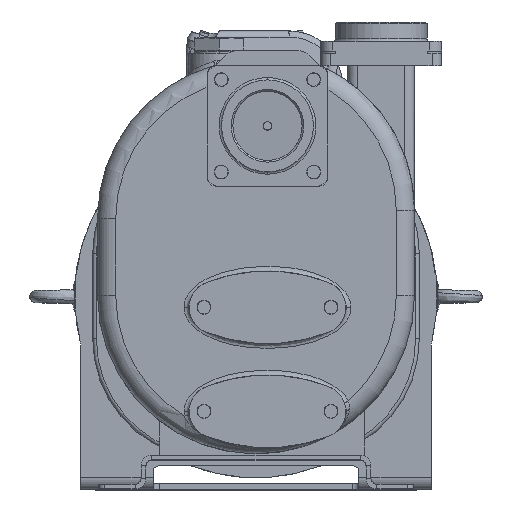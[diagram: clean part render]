
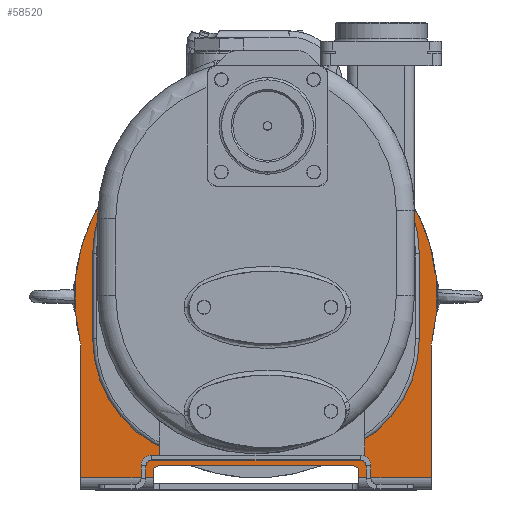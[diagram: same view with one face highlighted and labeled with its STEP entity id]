
A CAD part, top view. The second image highlights one B-rep face of the part: STEP entity #58520.
In plain terms, the highlighted planar face has unit normal (0, 0, 1).
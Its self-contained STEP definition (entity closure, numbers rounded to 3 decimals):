
#4889=CARTESIAN_POINT('',(35.,96.,-423.5));
#4890=DIRECTION('',(0.,0.,1.));
#4891=DIRECTION('',(0.,-1.,0.));
#4892=AXIS2_PLACEMENT_3D('',#4889,#4890,#4891);
#4903=CARTESIAN_POINT('',(0.,131.,-423.5));
#4904=DIRECTION('',(0.,0.,-1.));
#4905=DIRECTION('',(-0.971,-0.241,0.));
#4906=AXIS2_PLACEMENT_3D('',#4903,#4904,#4905);
#4908=DIRECTION('',(0.,-1.,0.));
#4909=VECTOR('',#4908,109.073);
#4910=CARTESIAN_POINT('',(145.,90.073,-423.5));
#4911=LINE('',#4910,#4909);
#4912=DIRECTION('',(0.,1.,0.));
#4913=VECTOR('',#4912,5.);
#4914=CARTESIAN_POINT('',(85.,-19.,-423.5));
#4915=LINE('',#4914,#4913);
#4916=DIRECTION('',(-1.,0.,0.));
#4917=VECTOR('',#4916,160.);
#4918=CARTESIAN_POINT('',(80.,-9.,-423.5));
#4919=LINE('',#4918,#4917);
#4920=DIRECTION('',(0.,1.,0.));
#4921=VECTOR('',#4920,5.);
#4922=CARTESIAN_POINT('',(-85.,-19.,-423.5));
#4923=LINE('',#4922,#4921);
#4924=DIRECTION('',(0.,1.,0.));
#4925=VECTOR('',#4924,109.073);
#4926=CARTESIAN_POINT('',(-145.,-19.,-423.5));
#4927=LINE('',#4926,#4925);
#5321=CARTESIAN_POINT('',(-165.,90.073,-423.5));
#5322=DIRECTION('',(0.,0.,-1.));
#5323=DIRECTION('',(0.971,0.241,0.));
#5324=AXIS2_PLACEMENT_3D('',#5321,#5322,#5323);
#5352=DIRECTION('',(1.,0.,0.));
#5353=VECTOR('',#5352,60.);
#5354=CARTESIAN_POINT('',(-145.,-19.,-423.5));
#5355=LINE('',#5354,#5353);
#5563=DIRECTION('',(1.,0.,0.));
#5564=VECTOR('',#5563,60.);
#5565=CARTESIAN_POINT('',(85.,-19.,-423.5));
#5566=LINE('',#5565,#5564);
#5611=CARTESIAN_POINT('',(165.,90.073,-423.5));
#5612=DIRECTION('',(0.,0.,-1.));
#5613=DIRECTION('',(-1.,0.,0.));
#5614=AXIS2_PLACEMENT_3D('',#5611,#5612,#5613);
#5655=CARTESIAN_POINT('',(-80.,-14.,-423.5));
#5656=DIRECTION('',(0.,0.,-1.));
#5657=DIRECTION('',(-1.,0.,0.));
#5658=AXIS2_PLACEMENT_3D('',#5655,#5656,#5657);
#5673=CARTESIAN_POINT('',(80.,-14.,-423.5));
#5674=DIRECTION('',(0.,0.,-1.));
#5675=DIRECTION('',(0.,1.,0.));
#5676=AXIS2_PLACEMENT_3D('',#5673,#5674,#5675);
#35367=CARTESIAN_POINT('',(35.,166.,-423.5));
#35368=DIRECTION('',(0.,0.,1.));
#35369=DIRECTION('',(1.,0.,0.));
#35370=AXIS2_PLACEMENT_3D('',#35367,#35368,#35369);
#35381=DIRECTION('',(0.,1.,0.));
#35382=VECTOR('',#35381,70.);
#35383=CARTESIAN_POINT('',(135.,96.,-423.5));
#35384=LINE('',#35383,#35382);
#35393=DIRECTION('',(-1.,0.,0.));
#35394=VECTOR('',#35393,70.);
#35395=CARTESIAN_POINT('',(35.,266.,-423.5));
#35396=LINE('',#35395,#35394);
#35405=CARTESIAN_POINT('',(-35.,166.,-423.5));
#35406=DIRECTION('',(0.,0.,1.));
#35407=DIRECTION('',(0.,1.,0.));
#35408=AXIS2_PLACEMENT_3D('',#35405,#35406,#35407);
#35419=DIRECTION('',(0.,-1.,0.));
#35420=VECTOR('',#35419,70.);
#35421=CARTESIAN_POINT('',(-135.,166.,-423.5));
#35422=LINE('',#35421,#35420);
#35431=CARTESIAN_POINT('',(-35.,96.,-423.5));
#35432=DIRECTION('',(0.,0.,1.));
#35433=DIRECTION('',(-1.,0.,0.));
#35434=AXIS2_PLACEMENT_3D('',#35431,#35432,#35433);
#35445=DIRECTION('',(1.,0.,0.));
#35446=VECTOR('',#35445,70.);
#35447=CARTESIAN_POINT('',(-35.,-4.,-423.5));
#35448=LINE('',#35447,#35446);
#46035=CARTESIAN_POINT('',(-80.,-9.,-423.5));
#46037=VERTEX_POINT('',#46035);
#46039=CARTESIAN_POINT('',(-85.,-14.,-423.5));
#46041=VERTEX_POINT('',#46039);
#46051=CARTESIAN_POINT('',(85.,-14.,-423.5));
#46053=VERTEX_POINT('',#46051);
#46055=CARTESIAN_POINT('',(80.,-9.,-423.5));
#46057=VERTEX_POINT('',#46055);
#46066=CARTESIAN_POINT('',(-85.,-19.,-423.5));
#46067=VERTEX_POINT('',#46066);
#46068=CARTESIAN_POINT('',(85.,-19.,-423.5));
#46069=VERTEX_POINT('',#46068);
#46074=CARTESIAN_POINT('',(145.,90.073,-423.5));
#46075=CARTESIAN_POINT('',(145.,-19.,-423.5));
#46076=VERTEX_POINT('',#46074);
#46077=VERTEX_POINT('',#46075);
#46082=CARTESIAN_POINT('',(-145.,-19.,-423.5));
#46083=CARTESIAN_POINT('',(-145.,90.073,-423.5));
#46084=VERTEX_POINT('',#46082);
#46085=VERTEX_POINT('',#46083);
#46090=CARTESIAN_POINT('',(-145.588,94.888,-423.5));
#46091=VERTEX_POINT('',#46090);
#46092=CARTESIAN_POINT('',(145.588,94.888,-423.5));
#46093=VERTEX_POINT('',#46092);
#46094=CARTESIAN_POINT('',(135.,166.,-423.5));
#46095=CARTESIAN_POINT('',(35.,266.,-423.5));
#46096=VERTEX_POINT('',#46094);
#46097=VERTEX_POINT('',#46095);
#46098=CARTESIAN_POINT('',(-35.,266.,-423.5));
#46099=VERTEX_POINT('',#46098);
#46100=CARTESIAN_POINT('',(-135.,166.,-423.5));
#46101=VERTEX_POINT('',#46100);
#46102=CARTESIAN_POINT('',(-135.,96.,-423.5));
#46103=VERTEX_POINT('',#46102);
#46104=CARTESIAN_POINT('',(-35.,-4.,-423.5));
#46105=VERTEX_POINT('',#46104);
#46106=CARTESIAN_POINT('',(35.,-4.,-423.5));
#46107=VERTEX_POINT('',#46106);
#46108=CARTESIAN_POINT('',(135.,96.,-423.5));
#46109=VERTEX_POINT('',#46108);
#58472=CARTESIAN_POINT('',(0.,131.,-423.5));
#58473=DIRECTION('',(0.,0.,-1.));
#58474=DIRECTION('',(-1.,0.,0.));
#58475=AXIS2_PLACEMENT_3D('',#58472,#58473,#58474);
#58476=PLANE('',#58475);
#58478=ORIENTED_EDGE('',*,*,#58477,.T.);
#58480=ORIENTED_EDGE('',*,*,#58479,.F.);
#58482=ORIENTED_EDGE('',*,*,#58481,.T.);
#58484=ORIENTED_EDGE('',*,*,#58483,.F.);
#58486=ORIENTED_EDGE('',*,*,#58485,.T.);
#58488=ORIENTED_EDGE('',*,*,#58487,.F.);
#58490=ORIENTED_EDGE('',*,*,#58489,.T.);
#58492=ORIENTED_EDGE('',*,*,#58491,.F.);
#58494=ORIENTED_EDGE('',*,*,#58493,.F.);
#58496=ORIENTED_EDGE('',*,*,#58495,.F.);
#58498=ORIENTED_EDGE('',*,*,#58497,.T.);
#58500=ORIENTED_EDGE('',*,*,#58499,.F.);
#58501=EDGE_LOOP('',(#58478,#58480,#58482,#58484,#58486,#58488,#58490,#58492,
#58494,#58496,#58498,#58500));
#58502=FACE_OUTER_BOUND('',#58501,.F.);
#58504=ORIENTED_EDGE('',*,*,#58503,.T.);
#58506=ORIENTED_EDGE('',*,*,#58505,.T.);
#58508=ORIENTED_EDGE('',*,*,#58507,.T.);
#58510=ORIENTED_EDGE('',*,*,#58509,.T.);
#58512=ORIENTED_EDGE('',*,*,#58511,.T.);
#58514=ORIENTED_EDGE('',*,*,#58513,.T.);
#58515=ORIENTED_EDGE('',*,*,#58462,.T.);
#58517=ORIENTED_EDGE('',*,*,#58516,.T.);
#58518=EDGE_LOOP('',(#58504,#58506,#58508,#58510,#58512,#58514,#58515,#58517));
#58519=FACE_BOUND('',#58518,.F.);
#58520=ADVANCED_FACE('',(#58502,#58519),#58476,.F.);
#4893=CIRCLE('',#4892,100.);
#4907=CIRCLE('',#4906,150.);
#5325=CIRCLE('',#5324,20.);
#5615=CIRCLE('',#5614,20.);
#5659=CIRCLE('',#5658,5.);
#5677=CIRCLE('',#5676,5.);
#35371=CIRCLE('',#35370,100.);
#35409=CIRCLE('',#35408,100.);
#35435=CIRCLE('',#35434,100.);
#58462=EDGE_CURVE('',#46107,#46109,#4893,.T.);
#58477=EDGE_CURVE('',#46091,#46093,#4907,.T.);
#58479=EDGE_CURVE('',#46076,#46093,#5615,.T.);
#58481=EDGE_CURVE('',#46076,#46077,#4911,.T.);
#58483=EDGE_CURVE('',#46069,#46077,#5566,.T.);
#58485=EDGE_CURVE('',#46069,#46053,#4915,.T.);
#58487=EDGE_CURVE('',#46057,#46053,#5677,.T.);
#58489=EDGE_CURVE('',#46057,#46037,#4919,.T.);
#58491=EDGE_CURVE('',#46041,#46037,#5659,.T.);
#58493=EDGE_CURVE('',#46067,#46041,#4923,.T.);
#58495=EDGE_CURVE('',#46084,#46067,#5355,.T.);
#58497=EDGE_CURVE('',#46084,#46085,#4927,.T.);
#58499=EDGE_CURVE('',#46091,#46085,#5325,.T.);
#58503=EDGE_CURVE('',#46096,#46097,#35371,.T.);
#58505=EDGE_CURVE('',#46097,#46099,#35396,.T.);
#58507=EDGE_CURVE('',#46099,#46101,#35409,.T.);
#58509=EDGE_CURVE('',#46101,#46103,#35422,.T.);
#58511=EDGE_CURVE('',#46103,#46105,#35435,.T.);
#58513=EDGE_CURVE('',#46105,#46107,#35448,.T.);
#58516=EDGE_CURVE('',#46109,#46096,#35384,.T.);
